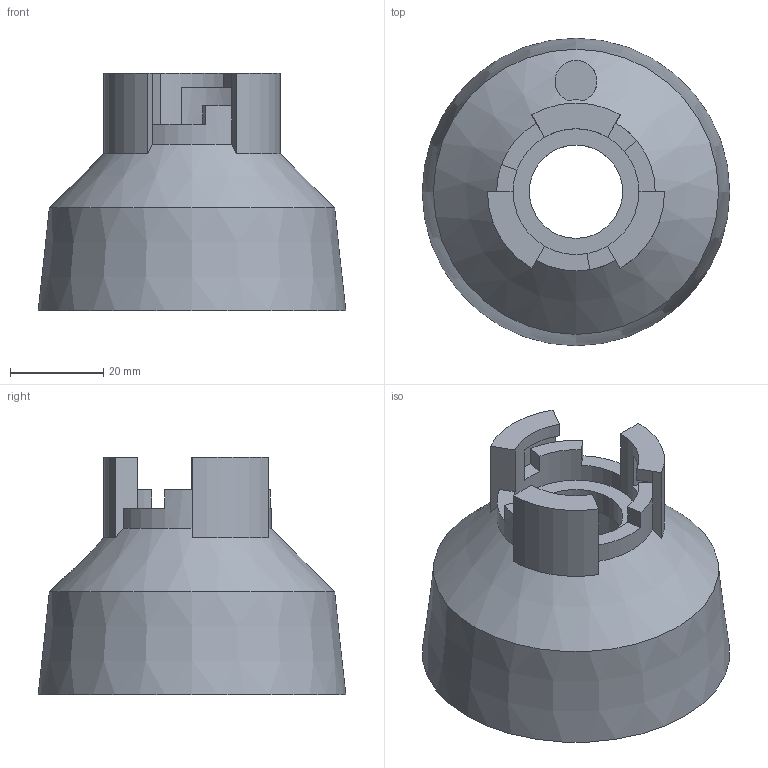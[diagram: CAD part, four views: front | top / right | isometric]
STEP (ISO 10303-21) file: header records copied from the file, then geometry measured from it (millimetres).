
FILE_DESCRIPTION(/* description */ (''),/* implementation_level */ '2;1');
FILE_NAME(/* name */ 'Main Body.step',/* time_stamp */ '2025-07-20T19:46:48+02:00',/* author */ (''),/* organization */ (''),/* preprocessor_version */ 'ST-DEVELOPER v20.1',/* originating_system */ 'Autodesk Translation Framework v14.10.0.0',/* authorisation */ '');
FILE_SCHEMA (('AUTOMOTIVE_DESIGN { 1 0 10303 214 3 1 1 }'));
Length unit declared in the file: millimetre
Products named in the file (1): New Water bottle cap V2
Bounding box: 65.97 x 65.97 x 51 mm (x, y, z)
Volume: 39975.7 mm3; surface area: 26331.1 mm2
Topology: 1 solids, 1 shells, 58 faces, 157 edges, 103 vertices
Faces by surface type: plane 39, cylinder 16, cone 2, torus 1
Full cylindrical faces by diameter (mm): 9 x1, 20 x1, 27 x1, 33.402 x1, 37.402 x1, 57.402 x1
Entity records: 1960 total; most frequent: CARTESIAN_POINT 404, DIRECTION 332, ORIENTED_EDGE 314, EDGE_CURVE 157, AXIS2_PLACEMENT_3D 120, VERTEX_POINT 103, LINE 92, VECTOR 92
